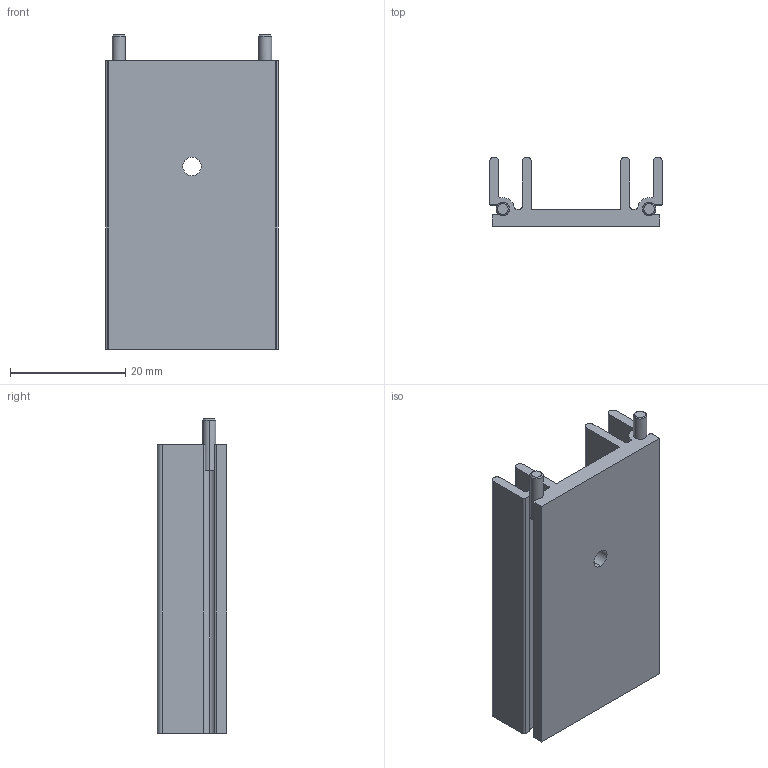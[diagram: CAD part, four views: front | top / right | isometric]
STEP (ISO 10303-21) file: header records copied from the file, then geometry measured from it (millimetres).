
FILE_DESCRIPTION (( 'STEP AP214' ), '1' );
FILE_NAME ('CUI_DEVICES_HSE-B20250-045H.step', '2019-10-25T17:25:26', ( '' ), ( '' ), 'SwSTEP 2.0', 'SolidWorks 2019', '' );
FILE_SCHEMA (( 'AUTOMOTIVE_DESIGN' ));
Length unit declared in the file: inch
Products named in the file (1): CUI_DEVICES_HSE-B20250-045H
Bounding box: 30 x 12 x 54.5 mm (x, y, z)
Volume: 7101.4 mm3; surface area: 7539.3 mm2
Topology: 1 solids, 1 shells, 57 faces, 157 edges, 102 vertices
Faces by surface type: cylinder 29, plane 24, cone 4
Entity records: 2618 total; most frequent: DIRECTION 339, CARTESIAN_POINT 317, ORIENTED_EDGE 314, EDGE_CURVE 157, AXIS2_PLACEMENT_3D 124, VERTEX_POINT 102, VECTOR 91, LINE 91
